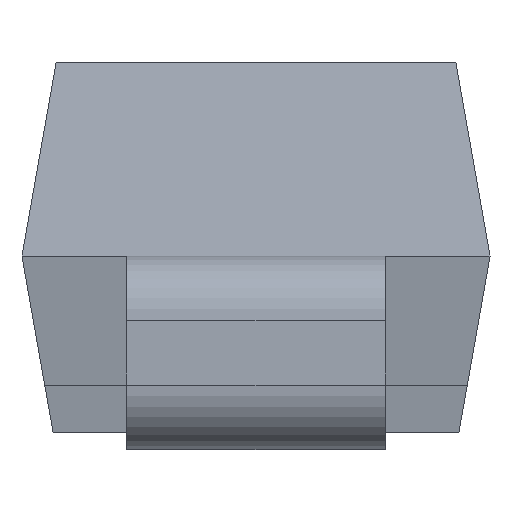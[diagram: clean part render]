
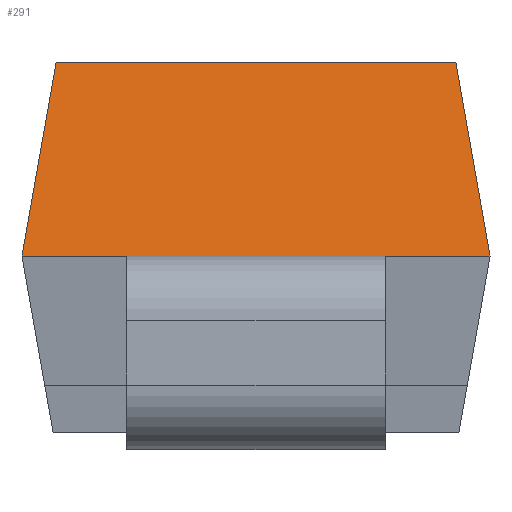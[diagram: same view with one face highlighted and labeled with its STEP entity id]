
A CAD part, left-side view. The second image highlights one B-rep face of the part: STEP entity #291.
In plain terms, the highlighted planar face has unit normal (-0.985, 0, 0.174).
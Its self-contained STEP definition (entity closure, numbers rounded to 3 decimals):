
#117=CARTESIAN_POINT('',(-2.25,1.45,1.2));
#118=VERTEX_POINT('',#117);
#133=CARTESIAN_POINT('',(-2.25,-1.45,1.2));
#134=VERTEX_POINT('',#133);
#141=CARTESIAN_POINT('',(-2.25,-0.8,1.2));
#142=VERTEX_POINT('',#141);
#143=CARTESIAN_POINT('',(-2.25,-1.45,1.2));
#144=DIRECTION('',(0.0,1.0,0.0));
#145=VECTOR('',#144,0.65);
#146=LINE('',#143,#145);
#147=EDGE_CURVE('',#134,#142,#146,.T.);
#165=CARTESIAN_POINT('',(-2.25,0.8,1.2));
#166=VERTEX_POINT('',#165);
#173=CARTESIAN_POINT('',(-2.25,0.8,1.2));
#174=DIRECTION('',(0.0,1.0,0.0));
#175=VECTOR('',#174,0.65);
#176=LINE('',#173,#175);
#177=EDGE_CURVE('',#166,#118,#176,.T.);
#254=CARTESIAN_POINT('',(-2.038,-1.45,2.4));
#255=DIRECTION('',(0.985,0.,-0.174));
#256=DIRECTION('',(0.0,1.0,0.0));
#257=AXIS2_PLACEMENT_3D('',#254,#255,#256);
#258=PLANE('',#257);
#259=CARTESIAN_POINT('',(-2.038,-1.238,2.4));
#260=VERTEX_POINT('',#259);
#261=CARTESIAN_POINT('',(-2.038,-1.238,2.4));
#262=DIRECTION('',(-0.171,-0.171,-0.97));
#263=VECTOR('',#262,1.237);
#264=LINE('',#261,#263);
#265=EDGE_CURVE('',#260,#134,#264,.T.);
#266=ORIENTED_EDGE('',*,*,#265,.F.);
#267=CARTESIAN_POINT('',(-2.038,1.238,2.4));
#268=VERTEX_POINT('',#267);
#269=CARTESIAN_POINT('',(-2.038,-1.238,2.4));
#270=DIRECTION('',(0.0,1.0,0.0));
#271=VECTOR('',#270,2.477);
#272=LINE('',#269,#271);
#273=EDGE_CURVE('',#260,#268,#272,.T.);
#274=ORIENTED_EDGE('',*,*,#273,.T.);
#275=CARTESIAN_POINT('',(-2.25,1.45,1.2));
#276=DIRECTION('',(0.171,-0.171,0.97));
#277=VECTOR('',#276,1.237);
#278=LINE('',#275,#277);
#279=EDGE_CURVE('',#118,#268,#278,.T.);
#280=ORIENTED_EDGE('',*,*,#279,.F.);
#281=ORIENTED_EDGE('',*,*,#177,.F.);
#282=CARTESIAN_POINT('',(-2.25,-0.8,1.2));
#283=DIRECTION('',(0.0,1.0,0.0));
#284=VECTOR('',#283,1.6);
#285=LINE('',#282,#284);
#286=EDGE_CURVE('',#142,#166,#285,.T.);
#287=ORIENTED_EDGE('',*,*,#286,.F.);
#288=ORIENTED_EDGE('',*,*,#147,.F.);
#289=EDGE_LOOP('',(#266,#274,#280,#281,#287,#288));
#290=FACE_OUTER_BOUND('',#289,.T.);
#291=ADVANCED_FACE('',(#290),#258,.F.);
